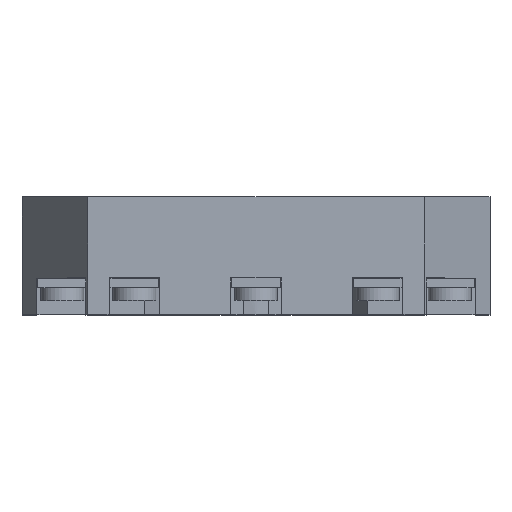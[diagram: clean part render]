
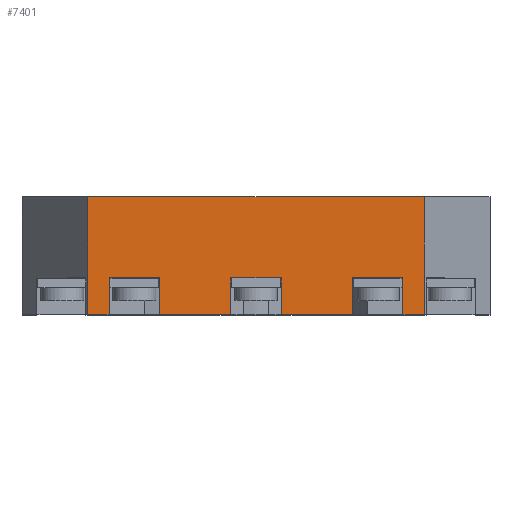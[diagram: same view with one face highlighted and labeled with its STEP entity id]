
A CAD part, top view. The second image highlights one B-rep face of the part: STEP entity #7401.
In plain terms, the highlighted planar face has unit normal (0, 0, 1).
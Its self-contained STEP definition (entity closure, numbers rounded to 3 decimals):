
#6384=CARTESIAN_POINT('POINT438',(-3.429,-15.977,32.893)
   );
#6385=VERTEX_POINT('VERTEX438',#6384);
#6392=CARTESIAN_POINT('POINT439',(-13.081,-15.977,32.893
   ));
#6393=VERTEX_POINT('VERTEX439',#6392);
#6394=CARTESIAN_POINT('POS721',(0.,-15.977,32.893));
#6395=DIRECTION('DIR974',(1.,0.,0.));
#6396=VECTOR('VEC468',#6395,25.4);
#6397=LINE('STRAIGHT468',#6394,#6396);
#6398=EDGE_CURVE('EDGE638',#6393,#6385,#6397,.T.);
#6414=CARTESIAN_POINT('POINT440',(-13.081,-11.024,32.893
   ));
#6415=VERTEX_POINT('VERTEX440',#6414);
#6416=CARTESIAN_POINT('POS723',(-13.081,-10.744,32.893))
   ;
#6417=DIRECTION('DIR976',(0.,-1.,0.));
#6418=VECTOR('VEC470',#6417,25.4);
#6419=LINE('STRAIGHT470',#6416,#6418);
#6420=EDGE_CURVE('EDGE640',#6415,#6393,#6419,.T.);
#6436=CARTESIAN_POINT('POINT441',(-19.939,-15.977,32.893
   ));
#6437=VERTEX_POINT('VERTEX441',#6436);
#6438=CARTESIAN_POINT('POINT442',(-19.939,-11.024,32.893
   ));
#6439=VERTEX_POINT('VERTEX442',#6438);
#6440=CARTESIAN_POINT('POS726',(-19.939,-10.744,32.893))
   ;
#6441=DIRECTION('DIR980',(0.,1.,0.));
#6442=VECTOR('VEC472',#6441,25.4);
#6443=LINE('STRAIGHT472',#6440,#6442);
#6444=EDGE_CURVE('EDGE642',#6437,#6439,#6443,.T.);
#6471=CARTESIAN_POINT('POINT443',(22.86,-15.977,32.893))
   ;
#6472=VERTEX_POINT('VERTEX443',#6471);
#6475=CARTESIAN_POINT('POINT444',(19.939,-15.977,32.893)
   );
#6476=VERTEX_POINT('VERTEX444',#6475);
#6477=EDGE_CURVE('EDGE646',#6476,#6472,#6397,.T.);
#6490=CARTESIAN_POINT('POINT445',(19.939,-11.024,32.893)
   );
#6491=VERTEX_POINT('VERTEX445',#6490);
#6492=CARTESIAN_POINT('POS731',(19.939,-10.744,32.893));
#6493=DIRECTION('DIR986',(0.,-1.,0.));
#6494=VECTOR('VEC476',#6493,25.4);
#6495=LINE('STRAIGHT476',#6492,#6494);
#6496=EDGE_CURVE('EDGE648',#6491,#6476,#6495,.T.);
#6515=CARTESIAN_POINT('POINT446',(13.081,-11.024,32.893)
   );
#6516=VERTEX_POINT('VERTEX446',#6515);
#6523=CARTESIAN_POINT('POINT447',(13.081,-15.977,32.893)
   );
#6524=VERTEX_POINT('VERTEX447',#6523);
#6525=CARTESIAN_POINT('POS735',(13.081,-10.744,32.893));
#6526=DIRECTION('DIR991',(0.,1.,0.));
#6527=VECTOR('VEC479',#6526,25.4);
#6528=LINE('STRAIGHT479',#6525,#6527);
#6529=EDGE_CURVE('EDGE651',#6524,#6516,#6528,.T.);
#6550=CARTESIAN_POINT('POINT448',(3.429,-15.977,32.893))
   ;
#6551=VERTEX_POINT('VERTEX448',#6550);
#6552=EDGE_CURVE('EDGE653',#6551,#6524,#6397,.T.);
#6563=CARTESIAN_POINT('POINT449',(3.429,-11.024,32.893))
   ;
#6564=VERTEX_POINT('VERTEX449',#6563);
#6565=CARTESIAN_POINT('POS739',(3.429,-10.744,32.893));
#6566=DIRECTION('DIR996',(0.,-1.,0.));
#6567=VECTOR('VEC482',#6566,25.4);
#6568=LINE('STRAIGHT482',#6565,#6567);
#6569=EDGE_CURVE('EDGE655',#6564,#6551,#6568,.T.);
#6587=CARTESIAN_POINT('POINT450',(-3.429,-11.024,32.893)
   );
#6588=VERTEX_POINT('VERTEX450',#6587);
#6589=CARTESIAN_POINT('POS742',(-3.429,-10.744,32.893));
#6590=DIRECTION('DIR1000',(0.,1.,0.));
#6591=VECTOR('VEC484',#6590,25.4);
#6592=LINE('STRAIGHT484',#6589,#6591);
#6593=EDGE_CURVE('EDGE657',#6385,#6588,#6592,.T.);
#6646=CARTESIAN_POINT('POINT453',(-22.86,-15.977,32.893)
   );
#6647=VERTEX_POINT('VERTEX453',#6646);
#6648=EDGE_CURVE('EDGE662',#6647,#6437,#6397,.T.);
#6929=CARTESIAN_POINT('POS765',(8.255,-11.024,32.893));
#6930=DIRECTION('DIR1028',(1.,0.,0.));
#6931=VECTOR('VEC502',#6930,25.4);
#6932=LINE('STRAIGHT502',#6929,#6931);
#6933=EDGE_CURVE('EDGE682',#6516,#6491,#6932,.T.);
#6941=CARTESIAN_POINT('POS766',(0.,-11.024,32.893));
#6942=DIRECTION('DIR1029',(1.,0.,0.));
#6943=VECTOR('VEC503',#6942,25.4);
#6944=LINE('STRAIGHT503',#6941,#6943);
#6945=EDGE_CURVE('EDGE683',#6588,#6564,#6944,.T.);
#6953=CARTESIAN_POINT('POS767',(-8.255,-11.024,32.893));
#6954=DIRECTION('DIR1030',(1.,0.,0.));
#6955=VECTOR('VEC504',#6954,25.4);
#6956=LINE('STRAIGHT504',#6953,#6955);
#6957=EDGE_CURVE('EDGE684',#6439,#6415,#6956,.T.);
#7343=CARTESIAN_POINT('POINT481',(22.86,0.,32.893));
#7344=VERTEX_POINT('VERTEX481',#7343);
#7351=CARTESIAN_POINT('POS801',(22.86,-7.988,32.893));
#7352=DIRECTION('DIR1075',(0.,1.,0.));
#7353=VECTOR('VEC527',#7352,25.4);
#7354=LINE('STRAIGHT527',#7351,#7353);
#7355=EDGE_CURVE('EDGE714',#6472,#7344,#7354,.T.);
#7366=ORIENTED_EDGE('COEDGE1386',*,*,#6593,.T.);
#7367=ORIENTED_EDGE('COEDGE1387',*,*,#6945,.T.);
#7368=ORIENTED_EDGE('COEDGE1388',*,*,#6569,.T.);
#7369=ORIENTED_EDGE('COEDGE1389',*,*,#6552,.T.);
#7370=ORIENTED_EDGE('COEDGE1390',*,*,#6529,.T.);
#7371=ORIENTED_EDGE('COEDGE1391',*,*,#6933,.T.);
#7372=ORIENTED_EDGE('COEDGE1392',*,*,#6496,.T.);
#7373=ORIENTED_EDGE('COEDGE1393',*,*,#6477,.T.);
#7374=ORIENTED_EDGE('COEDGE1394',*,*,#7355,.T.);
#7375=CARTESIAN_POINT('POINT482',(-22.86,0.,32.893));
#7376=VERTEX_POINT('VERTEX482',#7375);
#7377=CARTESIAN_POINT('POS803',(0.,0.,32.893));
#7378=DIRECTION('DIR1078',(-1.,0.,0.));
#7379=VECTOR('VEC528',#7378,25.4);
#7380=LINE('STRAIGHT528',#7377,#7379);
#7381=EDGE_CURVE('EDGE715',#7344,#7376,#7380,.T.);
#7382=ORIENTED_EDGE('COEDGE1395',*,*,#7381,.T.);
#7383=CARTESIAN_POINT('POS804',(-22.86,-7.988,32.893));
#7384=DIRECTION('DIR1079',(0.,-1.,0.));
#7385=VECTOR('VEC529',#7384,25.4);
#7386=LINE('STRAIGHT529',#7383,#7385);
#7387=EDGE_CURVE('EDGE716',#7376,#6647,#7386,.T.);
#7388=ORIENTED_EDGE('COEDGE1396',*,*,#7387,.T.);
#7389=ORIENTED_EDGE('COEDGE1397',*,*,#6648,.T.);
#7390=ORIENTED_EDGE('COEDGE1398',*,*,#6444,.T.);
#7391=ORIENTED_EDGE('COEDGE1399',*,*,#6957,.T.);
#7392=ORIENTED_EDGE('COEDGE1400',*,*,#6420,.T.);
#7393=ORIENTED_EDGE('COEDGE1401',*,*,#6398,.T.);
#7394=EDGE_LOOP('NONE',(#7366,#7367,#7368,#7369,#7370,#7371,#7372,#7373,
   #7374,#7382,#7388,#7389,#7390,#7391,#7392,#7393));
#7395=FACE_BOUND('LOOP1',#7394,.T.);
#7396=CARTESIAN_POINT('POS805',(0.,-7.988,32.893));
#7397=DIRECTION('DIR1080',(0.,0.,1.));
#7398=DIRECTION('DIR1081',(1.,0.,0.));
#7399=AXIS2_PLACEMENT_3D('AXIS276',#7396,#7397,#7398);
#7400=PLANE('PLANE178',#7399);
#7401=ADVANCED_FACE('FACE258',(#7395),#7400,.T.);
